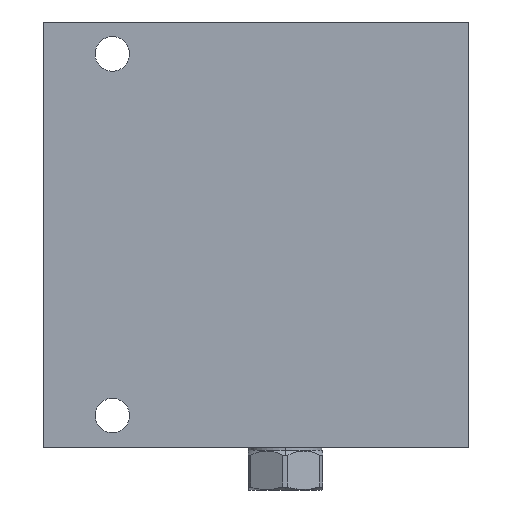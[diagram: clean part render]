
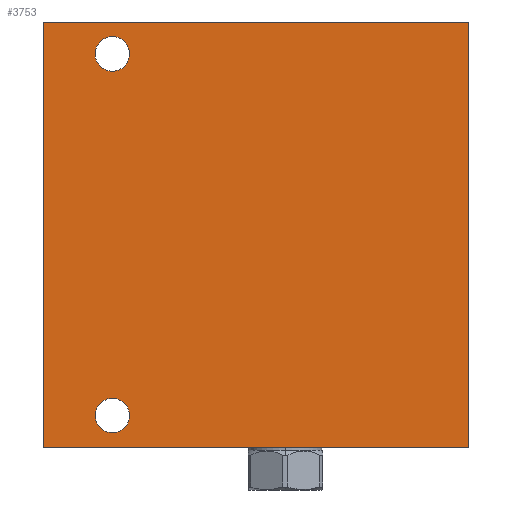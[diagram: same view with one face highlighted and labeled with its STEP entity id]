
A CAD part, left-side view. The second image highlights one B-rep face of the part: STEP entity #3753.
In plain terms, the highlighted planar face has unit normal (-1, 0, 0).
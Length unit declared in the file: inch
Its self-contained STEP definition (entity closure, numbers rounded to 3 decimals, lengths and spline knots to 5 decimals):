
#1=DIRECTION('',(0.,-1.,0.));
#2=VECTOR('',#1,5.);
#3=CARTESIAN_POINT('',(0.,0.,0.));
#4=LINE('',#3,#2);
#47=DIRECTION('',(0.,0.,1.));
#48=VECTOR('',#47,5.);
#49=CARTESIAN_POINT('',(0.,0.,0.));
#50=LINE('',#49,#48);
#51=CARTESIAN_POINT('',(0.,-0.812,4.625));
#52=DIRECTION('',(-1.,0.,0.));
#53=DIRECTION('',(0.,1.,0.));
#54=AXIS2_PLACEMENT_3D('',#51,#52,#53);
#56=CARTESIAN_POINT('',(0.,-0.812,4.625));
#57=DIRECTION('',(-1.,0.,0.));
#58=DIRECTION('',(0.,-1.,0.));
#59=AXIS2_PLACEMENT_3D('',#56,#57,#58);
#61=CARTESIAN_POINT('',(0.,-0.812,0.375));
#62=DIRECTION('',(-1.,0.,0.));
#63=DIRECTION('',(0.,1.,0.));
#64=AXIS2_PLACEMENT_3D('',#61,#62,#63);
#66=CARTESIAN_POINT('',(0.,-0.812,0.375));
#67=DIRECTION('',(-1.,0.,0.));
#68=DIRECTION('',(0.,-1.,0.));
#69=AXIS2_PLACEMENT_3D('',#66,#67,#68);
#139=DIRECTION('',(0.,0.,1.));
#140=VECTOR('',#139,5.);
#141=CARTESIAN_POINT('',(0.,-5.,0.));
#142=LINE('',#141,#140);
#163=DIRECTION('',(0.,-1.,0.));
#164=VECTOR('',#163,5.);
#165=CARTESIAN_POINT('',(0.,0.,5.));
#166=LINE('',#165,#164);
#3261=CARTESIAN_POINT('',(0.,0.,0.));
#3262=CARTESIAN_POINT('',(0.,-5.,0.));
#3263=VERTEX_POINT('',#3261);
#3264=VERTEX_POINT('',#3262);
#3269=CARTESIAN_POINT('',(0.,0.,5.));
#3270=CARTESIAN_POINT('',(0.,-5.,5.));
#3271=VERTEX_POINT('',#3269);
#3272=VERTEX_POINT('',#3270);
#3386=CARTESIAN_POINT('',(0.,-0.609,4.625));
#3387=CARTESIAN_POINT('',(0.,-1.015,4.625));
#3388=VERTEX_POINT('',#3386);
#3389=VERTEX_POINT('',#3387);
#3394=CARTESIAN_POINT('',(0.,-0.609,0.375));
#3395=CARTESIAN_POINT('',(0.,-1.015,0.375));
#3396=VERTEX_POINT('',#3394);
#3397=VERTEX_POINT('',#3395);
#3727=CARTESIAN_POINT('',(0.,0.,0.));
#3728=DIRECTION('',(-1.,0.,0.));
#3729=DIRECTION('',(0.,-1.,0.));
#3730=AXIS2_PLACEMENT_3D('',#3727,#3728,#3729);
#3731=PLANE('',#3730);
#3732=ORIENTED_EDGE('',*,*,#3698,.F.);
#3734=ORIENTED_EDGE('',*,*,#3733,.T.);
#3736=ORIENTED_EDGE('',*,*,#3735,.T.);
#3738=ORIENTED_EDGE('',*,*,#3737,.F.);
#3739=EDGE_LOOP('',(#3732,#3734,#3736,#3738));
#3740=FACE_OUTER_BOUND('',#3739,.F.);
#3742=ORIENTED_EDGE('',*,*,#3741,.T.);
#3744=ORIENTED_EDGE('',*,*,#3743,.T.);
#3745=EDGE_LOOP('',(#3742,#3744));
#3746=FACE_BOUND('',#3745,.F.);
#3748=ORIENTED_EDGE('',*,*,#3747,.T.);
#3750=ORIENTED_EDGE('',*,*,#3749,.T.);
#3751=EDGE_LOOP('',(#3748,#3750));
#3752=FACE_BOUND('',#3751,.F.);
#3753=ADVANCED_FACE('',(#3740,#3746,#3752),#3731,.T.);
#55=CIRCLE('',#54,0.203);
#60=CIRCLE('',#59,0.203);
#65=CIRCLE('',#64,0.203);
#70=CIRCLE('',#69,0.203);
#3698=EDGE_CURVE('',#3263,#3264,#4,.T.);
#3733=EDGE_CURVE('',#3263,#3271,#50,.T.);
#3735=EDGE_CURVE('',#3271,#3272,#166,.T.);
#3737=EDGE_CURVE('',#3264,#3272,#142,.T.);
#3741=EDGE_CURVE('',#3388,#3389,#55,.T.);
#3743=EDGE_CURVE('',#3389,#3388,#60,.T.);
#3747=EDGE_CURVE('',#3396,#3397,#65,.T.);
#3749=EDGE_CURVE('',#3397,#3396,#70,.T.);
